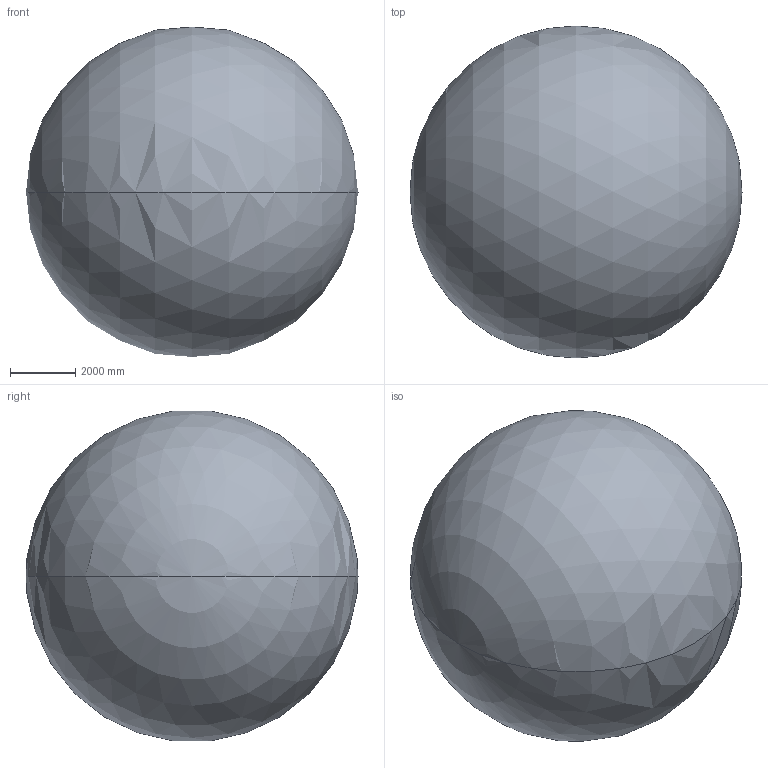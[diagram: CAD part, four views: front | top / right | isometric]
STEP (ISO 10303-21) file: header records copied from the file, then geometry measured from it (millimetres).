
FILE_DESCRIPTION((''),'1');
FILE_NAME('LIO_SPHERE','1998-11-06T13:35:19',('jp'),(''),'PRO/ENGINEER BY PARAMETRIC TECHNOLOGY CORPORATION, 9811','PRO/ENGINEER BY PARAMETRIC TECHNOLOGY CORPORATION, 9811','');
FILE_SCHEMA(('CONFIG_CONTROL_DESIGN'));
Length unit declared in the file: inch
Products named in the file (1): LIO_SPHERE
Bounding box: 10160 x 10160 x 10096.12 mm (x, y, z)
Surface area: 324292786.6 mm2 (no closed solid volume)
Topology: 0 solids, 0 shells, 2 faces, 9 edges, 6 vertices
Faces by surface type: sphere 2
Entity records: 82 total; most frequent: DIRECTION 9, CARTESIAN_POINT 5, AXIS2_PLACEMENT_3D 4, PERSON_AND_ORGANIZATION_ROLE 4, CC_DESIGN_PERSON_AND_ORGANIZATION_ASSIGNMENT 4, COMPOSITE_CURVE_SEGMENT 4, TRIMMED_CURVE 3, SPHERICAL_SURFACE 2
